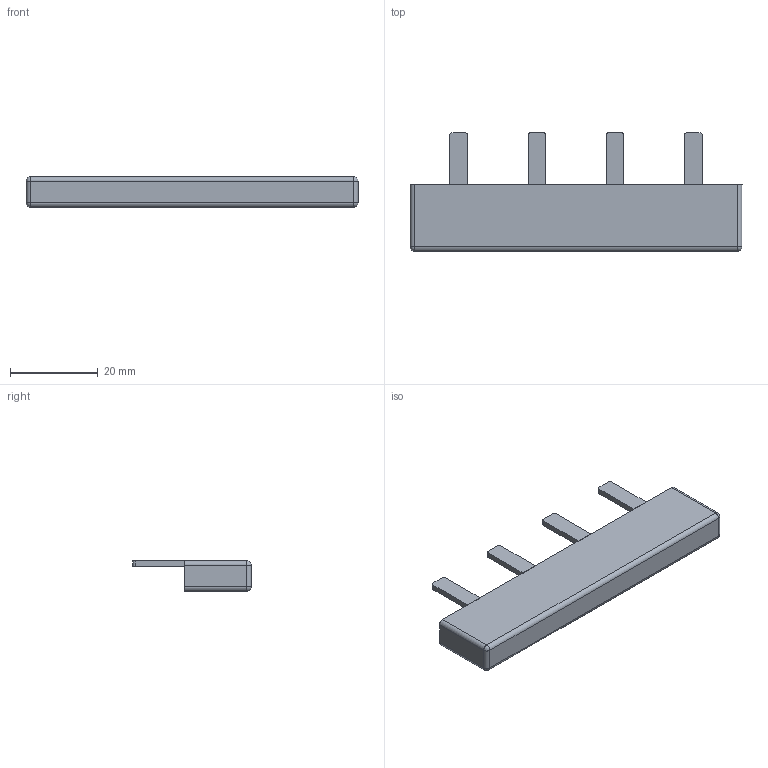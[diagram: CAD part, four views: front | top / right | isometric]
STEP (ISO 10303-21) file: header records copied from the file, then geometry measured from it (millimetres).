
FILE_DESCRIPTION(('STEP AP214'),'1');
FILE_NAME('cctmp_063DFA28-B8D0-43EA-9FC5-5D86CA6D7C8C_2025_10_07_15_52_14_0192..stp','2025-10-07T13:52:14',('SIEMENS A&D'),('CADClick - www.CADClick.com'),'Spatial InterOp 3D',' ','unknown authorization');
FILE_SCHEMA(('AUTOMOTIVE_DESIGN'));
Length unit declared in the file: millimetre
Products named in the file (6): cc_unnamed; 2025_10_07_15_52_14_0177; 2025_10_07_15_52_14_0145; 2025_10_07_15_52_14_0114; 2025_10_07_15_52_14_0083; 2025_10_07_15_52_14_0052
Assembly tree (5 placements, depth 2):
  cc_unnamed
    2025_10_07_15_52_14_0177
    2025_10_07_15_52_14_0145
    2025_10_07_15_52_14_0114
    2025_10_07_15_52_14_0083
    2025_10_07_15_52_14_0052
Bounding box: 75.5 x 26.9 x 6.9 mm (x, y, z)
Volume: 8113.5 mm3; surface area: 3983.2 mm2
Topology: 5 solids, 5 shells, 50 faces, 112 edges, 68 vertices
Faces by surface type: plane 30, cylinder 16, sphere 4
Entity records: 1915 total; most frequent: DIRECTION 252, CARTESIAN_POINT 232, ORIENTED_EDGE 216, EDGE_CURVE 108, AXIS2_PLACEMENT_3D 88, LINE 76, VECTOR 76, VERTEX_POINT 68
